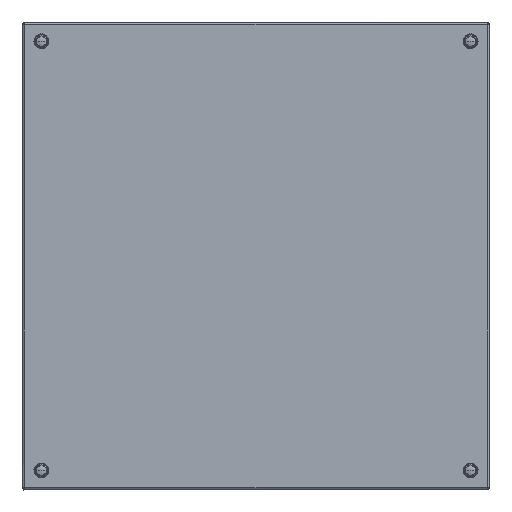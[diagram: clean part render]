
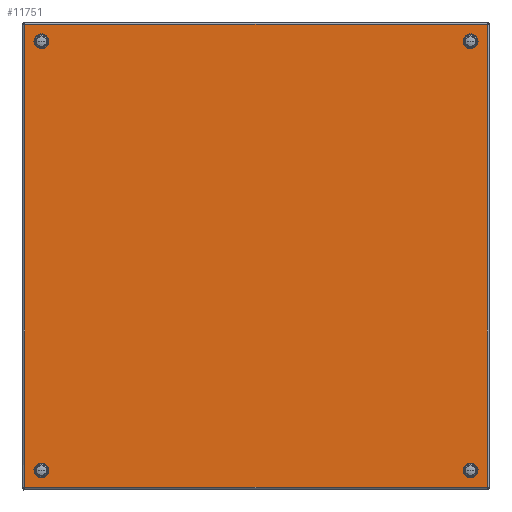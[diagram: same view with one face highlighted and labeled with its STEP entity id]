
A CAD part, top view. The second image highlights one B-rep face of the part: STEP entity #11751.
In plain terms, the highlighted planar face has unit normal (0, 0, 1).
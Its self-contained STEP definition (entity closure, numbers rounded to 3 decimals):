
#119 = EDGE_CURVE ( 'NONE', #15784, #45705, #7748, .T. ) ;
#555 = VERTEX_POINT ( 'NONE', #37513 ) ;
#690 = ORIENTED_EDGE ( 'NONE', *, *, #20223, .F. ) ;
#1641 = DIRECTION ( 'NONE',  ( 0., -1., 0. ) ) ;
#2091 = AXIS2_PLACEMENT_3D ( 'NONE', #20196, #23584, #31542 ) ;
#2562 = CIRCLE ( 'NONE', #24150, 2.75 ) ;
#3572 = DIRECTION ( 'NONE',  ( 0., -1., 0. ) ) ;
#3925 = EDGE_LOOP ( 'NONE', ( #23990, #11874 ) ) ;
#4597 = CARTESIAN_POINT ( 'NONE',  ( -183.5, 186.25, 120. ) ) ;
#4834 = LINE ( 'NONE', #26089, #10110 ) ;
#5188 = CARTESIAN_POINT ( 'NONE',  ( 183.5, 183.5, 120. ) ) ;
#5810 = AXIS2_PLACEMENT_3D ( 'NONE', #38539, #24568, #31569 ) ;
#5909 = CARTESIAN_POINT ( 'NONE',  ( -197.9, 197.9, 120. ) ) ;
#6469 = EDGE_CURVE ( 'NONE', #555, #12275, #28254, .T. ) ;
#6863 = DIRECTION ( 'NONE',  ( 0., 0., 1. ) ) ;
#7372 = ORIENTED_EDGE ( 'NONE', *, *, #6469, .T. ) ;
#7620 = DIRECTION ( 'NONE',  ( 0., 1., 0. ) ) ;
#7748 = CIRCLE ( 'NONE', #25474, 2.75 ) ;
#8032 = FACE_BOUND ( 'NONE', #41920, .T. ) ;
#8441 = DIRECTION ( 'NONE',  ( 0., 0., 1. ) ) ;
#8745 = DIRECTION ( 'NONE',  ( 0., 0., 1. ) ) ;
#9810 = CIRCLE ( 'NONE', #2091, 2.75 ) ;
#10110 = VECTOR ( 'NONE', #15681, 1000. ) ;
#10292 = CARTESIAN_POINT ( 'NONE',  ( 183.5, 180.75, 120. ) ) ;
#10323 = AXIS2_PLACEMENT_3D ( 'NONE', #22868, #22387, #3572 ) ;
#10636 = VECTOR ( 'NONE', #22458, 1000. ) ;
#10642 = CARTESIAN_POINT ( 'NONE',  ( -183.5, 183.5, 120. ) ) ;
#11101 = CARTESIAN_POINT ( 'NONE',  ( 183.5, 186.25, 120. ) ) ;
#11401 = FACE_BOUND ( 'NONE', #19487, .T. ) ;
#11542 = AXIS2_PLACEMENT_3D ( 'NONE', #29980, #13880, #43296 ) ;
#11751 = ADVANCED_FACE ( 'NONE', ( #11401, #19087, #33824, #8032, #21371 ), #36312, .T. ) ;
#11874 = ORIENTED_EDGE ( 'NONE', *, *, #38461, .F. ) ;
#12188 = DIRECTION ( 'NONE',  ( 0., -1., 0. ) ) ;
#12275 = VERTEX_POINT ( 'NONE', #19977 ) ;
#12726 = CIRCLE ( 'NONE', #5810, 2.75 ) ;
#13557 = EDGE_CURVE ( 'NONE', #46146, #555, #4834, .T. ) ;
#13880 = DIRECTION ( 'NONE',  ( 0., 0., 1. ) ) ;
#14201 = ORIENTED_EDGE ( 'NONE', *, *, #16273, .F. ) ;
#15053 = EDGE_LOOP ( 'NONE', ( #690, #35204 ) ) ;
#15295 = CIRCLE ( 'NONE', #27634, 2.75 ) ;
#15580 = CIRCLE ( 'NONE', #42525, 2.75 ) ;
#15636 = CARTESIAN_POINT ( 'NONE',  ( -183.5, 180.75, 120. ) ) ;
#15681 = DIRECTION ( 'NONE',  ( 0., -1., 0. ) ) ;
#15784 = VERTEX_POINT ( 'NONE', #15636 ) ;
#16132 = CARTESIAN_POINT ( 'NONE',  ( 183.5, -183.5, 120. ) ) ;
#16273 = EDGE_CURVE ( 'NONE', #31655, #25446, #29623, .T. ) ;
#18819 = ORIENTED_EDGE ( 'NONE', *, *, #13557, .T. ) ;
#19087 = FACE_BOUND ( 'NONE', #15053, .T. ) ;
#19487 = EDGE_LOOP ( 'NONE', ( #44499, #25937 ) ) ;
#19977 = CARTESIAN_POINT ( 'NONE',  ( 197.9, -197.9, 120. ) ) ;
#20196 = CARTESIAN_POINT ( 'NONE',  ( 183.5, 183.5, 120. ) ) ;
#20223 = EDGE_CURVE ( 'NONE', #47091, #44654, #15580, .T. ) ;
#20672 = EDGE_LOOP ( 'NONE', ( #21110, #18819, #7372, #38316 ) ) ;
#21110 = ORIENTED_EDGE ( 'NONE', *, *, #45676, .T. ) ;
#21371 = FACE_OUTER_BOUND ( 'NONE', #20672, .T. ) ;
#22387 = DIRECTION ( 'NONE',  ( 0., 0., 1. ) ) ;
#22446 = DIRECTION ( 'NONE',  ( 0., -1., 0. ) ) ;
#22458 = DIRECTION ( 'NONE',  ( -1., 0., 0. ) ) ;
#22868 = CARTESIAN_POINT ( 'NONE',  ( -183.5, -183.5, 120. ) ) ;
#23067 = VECTOR ( 'NONE', #7620, 1000. ) ;
#23584 = DIRECTION ( 'NONE',  ( 0., 0., 1. ) ) ;
#23990 = ORIENTED_EDGE ( 'NONE', *, *, #119, .F. ) ;
#24151 = DIRECTION ( 'NONE',  ( 1., 0., 0. ) ) ;
#24150 = AXIS2_PLACEMENT_3D ( 'NONE', #41745, #8745, #26821 ) ;
#24242 = CARTESIAN_POINT ( 'NONE',  ( 183.5, -183.5, 120. ) ) ;
#24396 = CARTESIAN_POINT ( 'NONE',  ( -197.929, -197.9, 120. ) ) ;
#24568 = DIRECTION ( 'NONE',  ( 0., 0., 1. ) ) ;
#25446 = VERTEX_POINT ( 'NONE', #42201 ) ;
#25474 = AXIS2_PLACEMENT_3D ( 'NONE', #10642, #26319, #22446 ) ;
#25608 = VERTEX_POINT ( 'NONE', #11101 ) ;
#25795 = EDGE_CURVE ( 'NONE', #25446, #31655, #12726, .T. ) ;
#25937 = ORIENTED_EDGE ( 'NONE', *, *, #41600, .F. ) ;
#26089 = CARTESIAN_POINT ( 'NONE',  ( -197.9, 197.929, 120. ) ) ;
#26188 = CARTESIAN_POINT ( 'NONE',  ( 197.9, -197.929, 120. ) ) ;
#26319 = DIRECTION ( 'NONE',  ( 0., 0., 1. ) ) ;
#26821 = DIRECTION ( 'NONE',  ( 0., -1., 0. ) ) ;
#27634 = AXIS2_PLACEMENT_3D ( 'NONE', #24242, #6863, #31482 ) ;
#28254 = LINE ( 'NONE', #24396, #32137 ) ;
#28917 = ORIENTED_EDGE ( 'NONE', *, *, #25795, .F. ) ;
#29623 = CIRCLE ( 'NONE', #10323, 2.75 ) ;
#29743 = VERTEX_POINT ( 'NONE', #32341 ) ;
#29952 = CARTESIAN_POINT ( 'NONE',  ( 197.929, 197.9, 120. ) ) ;
#29980 = CARTESIAN_POINT ( 'NONE',  ( 199.5, 199.5, 120. ) ) ;
#30534 = DIRECTION ( 'NONE',  ( 0., 0., 1. ) ) ;
#30899 = CARTESIAN_POINT ( 'NONE',  ( 183.5, -186.25, 120. ) ) ;
#31482 = DIRECTION ( 'NONE',  ( 0., -1., 0. ) ) ;
#31542 = DIRECTION ( 'NONE',  ( 0., -1., 0. ) ) ;
#31569 = DIRECTION ( 'NONE',  ( 0., -1., 0. ) ) ;
#31655 = VERTEX_POINT ( 'NONE', #32744 ) ;
#32137 = VECTOR ( 'NONE', #24151, 1000. ) ;
#32341 = CARTESIAN_POINT ( 'NONE',  ( 197.9, 197.9, 120. ) ) ;
#32744 = CARTESIAN_POINT ( 'NONE',  ( -183.5, -186.25, 120. ) ) ;
#33824 = FACE_BOUND ( 'NONE', #3925, .T. ) ;
#33860 = EDGE_CURVE ( 'NONE', #12275, #29743, #47618, .T. ) ;
#35204 = ORIENTED_EDGE ( 'NONE', *, *, #46262, .F. ) ;
#36312 = PLANE ( 'NONE',  #11542 ) ;
#37103 = CARTESIAN_POINT ( 'NONE',  ( 183.5, -180.75, 120. ) ) ;
#37513 = CARTESIAN_POINT ( 'NONE',  ( -197.9, -197.9, 120. ) ) ;
#38316 = ORIENTED_EDGE ( 'NONE', *, *, #33860, .T. ) ;
#38461 = EDGE_CURVE ( 'NONE', #45705, #15784, #2562, .T. ) ;
#38539 = CARTESIAN_POINT ( 'NONE',  ( -183.5, -183.5, 120. ) ) ;
#38988 = AXIS2_PLACEMENT_3D ( 'NONE', #5188, #30534, #12188 ) ;
#41232 = LINE ( 'NONE', #29952, #10636 ) ;
#41600 = EDGE_CURVE ( 'NONE', #25608, #44859, #45904, .T. ) ;
#41745 = CARTESIAN_POINT ( 'NONE',  ( -183.5, 183.5, 120. ) ) ;
#41920 = EDGE_LOOP ( 'NONE', ( #14201, #28917 ) ) ;
#42201 = CARTESIAN_POINT ( 'NONE',  ( -183.5, -180.75, 120. ) ) ;
#42221 = EDGE_CURVE ( 'NONE', #44859, #25608, #9810, .T. ) ;
#42525 = AXIS2_PLACEMENT_3D ( 'NONE', #16132, #8441, #1641 ) ;
#43296 = DIRECTION ( 'NONE',  ( -1., 0., 0. ) ) ;
#44499 = ORIENTED_EDGE ( 'NONE', *, *, #42221, .F. ) ;
#44654 = VERTEX_POINT ( 'NONE', #37103 ) ;
#44859 = VERTEX_POINT ( 'NONE', #10292 ) ;
#45676 = EDGE_CURVE ( 'NONE', #29743, #46146, #41232, .T. ) ;
#45705 = VERTEX_POINT ( 'NONE', #4597 ) ;
#45904 = CIRCLE ( 'NONE', #38988, 2.75 ) ;
#46146 = VERTEX_POINT ( 'NONE', #5909 ) ;
#46262 = EDGE_CURVE ( 'NONE', #44654, #47091, #15295, .T. ) ;
#47091 = VERTEX_POINT ( 'NONE', #30899 ) ;
#47618 = LINE ( 'NONE', #26188, #23067 ) ;
